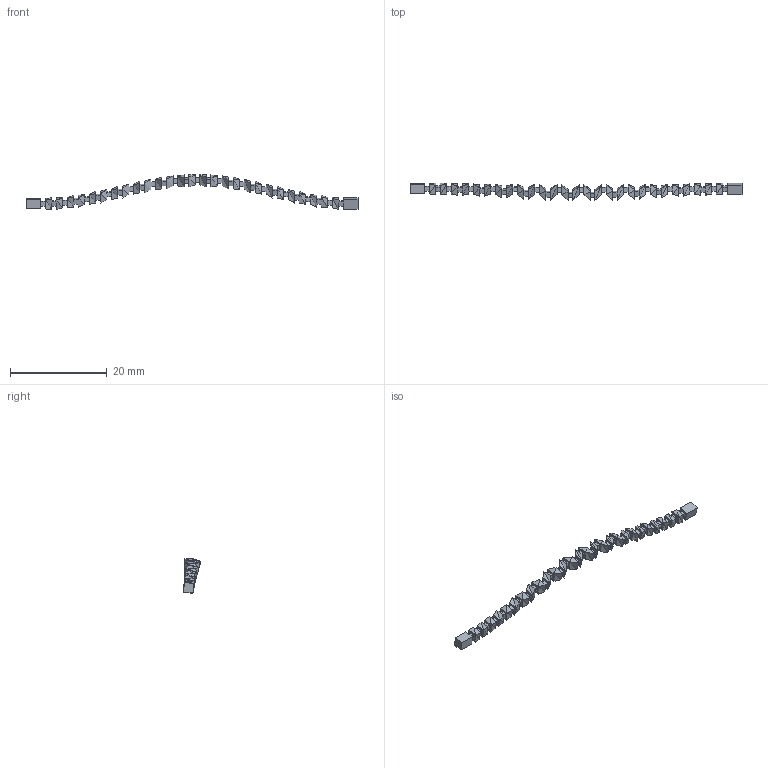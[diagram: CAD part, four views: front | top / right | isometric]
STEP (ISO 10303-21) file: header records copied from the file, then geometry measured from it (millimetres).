
FILE_DESCRIPTION(/* description */ (''),/* implementation_level */ '2;1');
FILE_NAME(/* name */ 'jig',/* time_stamp */ '2016-02-20T14:28:56-05:00',/* author */ (''),/* organization */ (''),/* preprocessor_version */ 'ST-DEVELOPER v15',/* originating_system */ '',/* authorisation */ '');
FILE_SCHEMA (('AUTOMOTIVE_DESIGN'));
Length unit declared in the file: millimetre
Products named in the file (1): Document
Bounding box: 68.71 x 3.69 x 7.17 mm (x, y, z)
Volume: 190.1 mm3; surface area: 640.6 mm2
Topology: 1 solids, 1 shells, 562 faces, 1016 edges, 456 vertices
Faces by surface type: plane 554, bspline 8
Entity records: 11025 total; most frequent: CARTESIAN_POINT 3124, ORIENTED_EDGE 2032, EDGE_CURVE 1016, B_SPLINE_CURVE_WITH_KNOTS 1016, ADVANCED_FACE 562, FACE_OUTER_BOUND 562, EDGE_LOOP 562, DIRECTION 558
